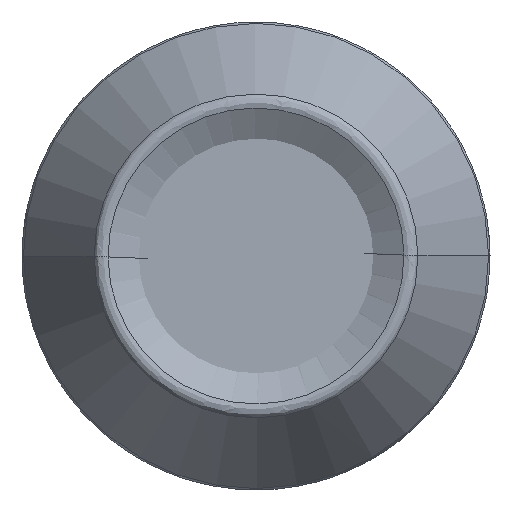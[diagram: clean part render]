
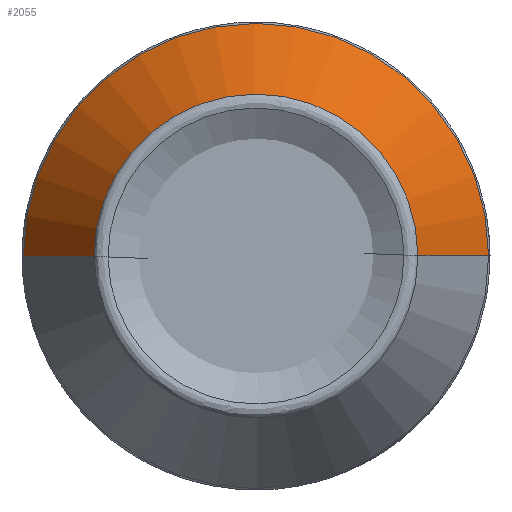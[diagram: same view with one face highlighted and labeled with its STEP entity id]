
A CAD part, left-side view. The second image highlights one B-rep face of the part: STEP entity #2055.
In plain terms, the highlighted free-form (B-spline) face has degree [1, 3] with [2, 7] control points.
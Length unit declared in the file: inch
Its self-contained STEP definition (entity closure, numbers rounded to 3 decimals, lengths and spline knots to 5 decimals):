
#118 = CIRCLE ( 'NONE', #1137, 0.71868 ) ;
#133 = EDGE_LOOP ( 'NONE', ( #432, #282, #1096, #812 ) ) ;
#151 = CARTESIAN_POINT ( 'NONE',  ( 0.00017, -0.50017, 0.00179 ) ) ;
#172 = B_SPLINE_CURVE_WITH_KNOTS ( 'NONE', 1,
 ( #366, #1362 ),
 .UNSPECIFIED., .F., .F.,
 ( 2, 2 ),
 ( 0., 1. ),
 .UNSPECIFIED. ) ;
#185 = AXIS2_PLACEMENT_3D ( 'NONE', #198, #1839, #1667 ) ;
#189 = CARTESIAN_POINT ( 'NONE',  ( 0.37863, -0.71868, 0.00179 ) ) ;
#198 = CARTESIAN_POINT ( 'NONE',  ( 0.00017, 0., 0. ) ) ;
#282 = ORIENTED_EDGE ( 'NONE', *, *, #1269, .T. ) ;
#311 = CARTESIAN_POINT ( 'NONE',  ( 0.00017, 0.50017, -0.00179 ) ) ;
#318 = CARTESIAN_POINT ( 'NONE',  ( 0.00017, 0.50376, 0.99855 ) ) ;
#366 = CARTESIAN_POINT ( 'NONE',  ( 0.00017, 0.50017, -0.00179 ) ) ;
#381 = CARTESIAN_POINT ( 'NONE',  ( 0.37863, 0.71868, -0.00179 ) ) ;
#432 = ORIENTED_EDGE ( 'NONE', *, *, #827, .F. ) ;
#462 = CARTESIAN_POINT ( 'NONE',  ( 0.00017, 0.49659, -1.00214 ) ) ;
#472 = CARTESIAN_POINT ( 'NONE',  ( 0.00017, -0.50376, -0.99855 ) ) ;
#584 = DIRECTION ( 'NONE',  ( 0., 1., -0.002 ) ) ;
#631 = CARTESIAN_POINT ( 'NONE',  ( 0.37863, 0.71868, -0.00179 ) ) ;
#723 = CARTESIAN_POINT ( 'NONE',  ( 0.00017, -0.50017, 0.00179 ) ) ;
#781 = EDGE_CURVE ( 'NONE', #1870, #1467, #172, .T. ) ;
#798 = CARTESIAN_POINT ( 'NONE',  ( 0.37863, -0.71868, 0.00179 ) ) ;
#808 = CARTESIAN_POINT ( 'NONE',  ( 0.00017, 0.50017, -0.00179 ) ) ;
#812 = ORIENTED_EDGE ( 'NONE', *, *, #781, .F. ) ;
#816 = CARTESIAN_POINT ( 'NONE',  ( 0.00017, -0.50017, 0.00179 ) ) ;
#827 = EDGE_CURVE ( 'NONE', #1131, #1870, #898, .T. ) ;
#853 = VERTEX_POINT ( 'NONE', #189 ) ;
#898 = CIRCLE ( 'NONE', #185, 0.50018 ) ;
#974 = CARTESIAN_POINT ( 'NONE',  ( 0.00017, -0.49659, 1.00214 ) ) ;
#1096 = ORIENTED_EDGE ( 'NONE', *, *, #1620, .F. ) ;
#1114 = CARTESIAN_POINT ( 'NONE',  ( 0.00017, 0.50017, -0.00179 ) ) ;
#1131 = VERTEX_POINT ( 'NONE', #723 ) ;
#1137 = AXIS2_PLACEMENT_3D ( 'NONE', #1305, #1593, #584 ) ;
#1269 = EDGE_CURVE ( 'NONE', #1131, #853, #1924, .T. ) ;
#1305 = CARTESIAN_POINT ( 'NONE',  ( 0.37863, 0., 0. ) ) ;
#1362 = CARTESIAN_POINT ( 'NONE',  ( 0.37863, 0.71868, -0.00179 ) ) ;
#1467 = VERTEX_POINT ( 'NONE', #381 ) ;
#1487 = CARTESIAN_POINT ( 'NONE',  ( 0.37863, 0.72226, 1.43556 ) ) ;
#1593 = DIRECTION ( 'NONE',  ( 1., 0., 0. ) ) ;
#1609 = CARTESIAN_POINT ( 'NONE',  ( 0.37863, 0.71868, -0.00179 ) ) ;
#1620 = EDGE_CURVE ( 'NONE', #1467, #853, #118, .T. ) ;
#1638 = FACE_OUTER_BOUND ( 'NONE', #133, .T. ) ;
#1650 = CARTESIAN_POINT ( 'NONE',  ( 0.37863, -0.71509, 1.43914 ) ) ;
#1667 = DIRECTION ( 'NONE',  ( 0., 1., -0.004 ) ) ;
#1690 = CARTESIAN_POINT ( 'NONE',  ( 0.37863, -0.71868, 0.00179 ) ) ;
#1776 = CARTESIAN_POINT ( 'NONE',  ( 0.37863, 0.71509, -1.43914 ) ) ;
#1839 = DIRECTION ( 'NONE',  ( -1., 0., 0. ) ) ;
#1870 = VERTEX_POINT ( 'NONE', #311 ) ;
#1924 = B_SPLINE_CURVE_WITH_KNOTS ( 'NONE', 1,
 ( #816, #1690 ),
 .UNSPECIFIED., .F., .F.,
 ( 2, 2 ),
 ( 0., 1. ),
 .UNSPECIFIED. ) ;
#1940 =( BOUNDED_SURFACE ( )  B_SPLINE_SURFACE ( 1, 3, ( 
 ( #808, #318, #974, #151, #472, #462, #1114 ),
 ( #1609, #1487, #1650, #798, #2130, #1776, #631 ) ),
 .UNSPECIFIED., .F., .T., .F. ) 
 B_SPLINE_SURFACE_WITH_KNOTS ( ( 2, 2 ),
 ( 4, 3, 4 ),
 ( 0., 1. ),
 ( 0., 0.5, 1. ),
 .UNSPECIFIED. ) 
 GEOMETRIC_REPRESENTATION_ITEM ( )  RATIONAL_B_SPLINE_SURFACE ( (
 ( 1., 0.333, 0.333, 1., 0.333, 0.333, 1.),
 ( 1., 0.333, 0.333, 1., 0.333, 0.333, 1.) ) ) 
 REPRESENTATION_ITEM ( '' )  SURFACE ( )  );
#2055 = ADVANCED_FACE ( 'NONE', ( #1638 ), #1940, .F. ) ;
#2130 = CARTESIAN_POINT ( 'NONE',  ( 0.37863, -0.72226, -1.43556 ) ) ;
